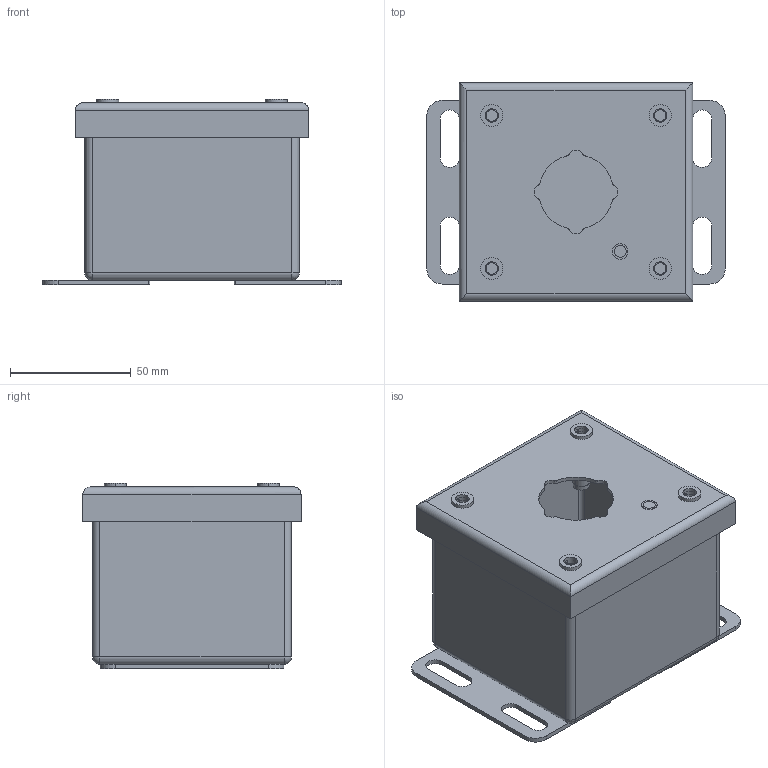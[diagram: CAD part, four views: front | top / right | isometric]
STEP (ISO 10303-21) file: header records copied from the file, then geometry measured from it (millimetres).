
FILE_DESCRIPTION (( 'STEP AP214' ), '1' );
FILE_NAME ('SCE-1PB.STEP', '2020-12-05T14:54:11', ( '' ), ( '' ), 'SwSTEP 2.0', 'SolidWorks 2019', '' );
FILE_SCHEMA (( 'AUTOMOTIVE_DESIGN' ));
Length unit declared in the file: inch
Products named in the file (1): SCE-1PB
Bounding box: 123.83 x 90.49 x 77.1 mm (x, y, z)
Volume: 86550.2 mm3; surface area: 113534.7 mm2
Topology: 15 solids, 15 shells, 403 faces, 954 edges, 591 vertices
Faces by surface type: cylinder 177, plane 158, torus 40, sphere 16, cone 12
Full cylindrical faces by diameter (mm): 4.9 x1, 6.36 x4, 8.06 x4
Entity records: 11746 total; most frequent: DIRECTION 2154, CARTESIAN_POINT 2010, ORIENTED_EDGE 1848, EDGE_CURVE 924, AXIS2_PLACEMENT_3D 858, VERTEX_POINT 586, EDGE_LOOP 476, CIRCLE 454
